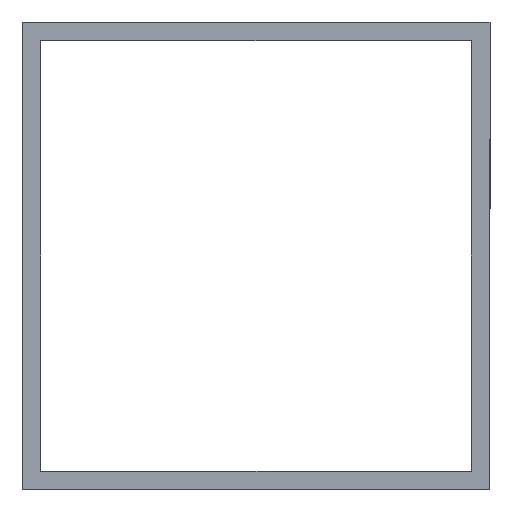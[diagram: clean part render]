
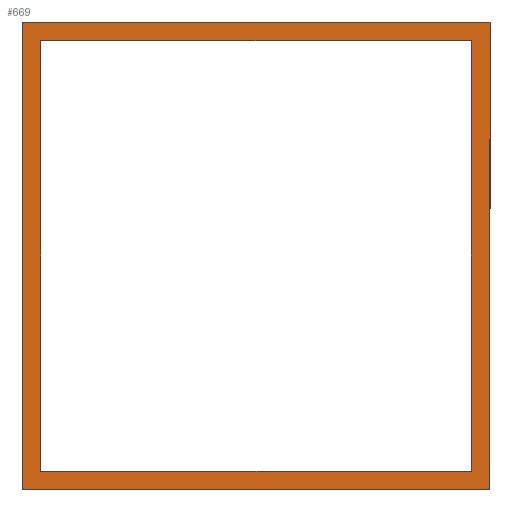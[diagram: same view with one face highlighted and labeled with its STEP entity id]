
A CAD part, front view. The second image highlights one B-rep face of the part: STEP entity #669.
In plain terms, the highlighted planar face has unit normal (0, -1, 0).
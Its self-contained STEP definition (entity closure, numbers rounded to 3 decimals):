
#9 = CARTESIAN_POINT ( 'NONE',  ( 11.5, 0., -11.5 ) ) ;
#79 = ORIENTED_EDGE ( 'NONE', *, *, #978, .T. ) ;
#81 = VECTOR ( 'NONE', #265, 1000. ) ;
#89 = DIRECTION ( 'NONE',  ( 1., 0., 0. ) ) ;
#105 = LINE ( 'NONE', #861, #731 ) ;
#112 = EDGE_LOOP ( 'NONE', ( #79, #290, #800, #813 ) ) ;
#125 = VERTEX_POINT ( 'NONE', #1250 ) ;
#136 = CARTESIAN_POINT ( 'NONE',  ( -12.5, 0., 12.5 ) ) ;
#157 = ORIENTED_EDGE ( 'NONE', *, *, #742, .F. ) ;
#166 = CARTESIAN_POINT ( 'NONE',  ( 12.5, 0., 12.5 ) ) ;
#168 = LINE ( 'NONE', #136, #913 ) ;
#175 = CARTESIAN_POINT ( 'NONE',  ( 11.5, 0., 11.5 ) ) ;
#184 = VECTOR ( 'NONE', #898, 1000. ) ;
#192 = EDGE_CURVE ( 'NONE', #1122, #593, #105, .T. ) ;
#232 = VERTEX_POINT ( 'NONE', #1063 ) ;
#264 = VECTOR ( 'NONE', #582, 1000. ) ;
#265 = DIRECTION ( 'NONE',  ( 0., 0., -1. ) ) ;
#278 = EDGE_CURVE ( 'NONE', #593, #485, #758, .T. ) ;
#290 = ORIENTED_EDGE ( 'NONE', *, *, #192, .T. ) ;
#306 = CARTESIAN_POINT ( 'NONE',  ( 12.5, 0., -12.5 ) ) ;
#310 = DIRECTION ( 'NONE',  ( 0., 0., 1. ) ) ;
#315 = LINE ( 'NONE', #809, #453 ) ;
#361 = LINE ( 'NONE', #655, #81 ) ;
#397 = VERTEX_POINT ( 'NONE', #994 ) ;
#409 = EDGE_CURVE ( 'NONE', #485, #125, #857, .T. ) ;
#453 = VECTOR ( 'NONE', #310, 1000. ) ;
#485 = VERTEX_POINT ( 'NONE', #918 ) ;
#503 = DIRECTION ( 'NONE',  ( -1., 0., 0. ) ) ;
#513 = DIRECTION ( 'NONE',  ( 1., 0., 0. ) ) ;
#582 = DIRECTION ( 'NONE',  ( 0., 0., -1. ) ) ;
#593 = VERTEX_POINT ( 'NONE', #175 ) ;
#597 = EDGE_CURVE ( 'NONE', #708, #903, #361, .T. ) ;
#602 = CARTESIAN_POINT ( 'NONE',  ( -11.5, 0., 11.5 ) ) ;
#619 = VECTOR ( 'NONE', #503, 1000. ) ;
#621 = FACE_BOUND ( 'NONE', #112, .T. ) ;
#655 = CARTESIAN_POINT ( 'NONE',  ( 12.5, 0., -12.5 ) ) ;
#669 = ADVANCED_FACE ( 'NONE', ( #1165, #621 ), #1035, .F. ) ;
#674 = VECTOR ( 'NONE', #954, 1000. ) ;
#708 = VERTEX_POINT ( 'NONE', #166 ) ;
#731 = VECTOR ( 'NONE', #89, 1000. ) ;
#742 = EDGE_CURVE ( 'NONE', #397, #232, #1197, .T. ) ;
#758 = LINE ( 'NONE', #9, #264 ) ;
#800 = ORIENTED_EDGE ( 'NONE', *, *, #278, .T. ) ;
#805 = CARTESIAN_POINT ( 'NONE',  ( -11.5, 0., -11.5 ) ) ;
#809 = CARTESIAN_POINT ( 'NONE',  ( -11.5, 0., -11.5 ) ) ;
#813 = ORIENTED_EDGE ( 'NONE', *, *, #409, .T. ) ;
#857 = LINE ( 'NONE', #805, #184 ) ;
#861 = CARTESIAN_POINT ( 'NONE',  ( -11.5, 0., 11.5 ) ) ;
#871 = CARTESIAN_POINT ( 'NONE',  ( -12.5, 0., -12.5 ) ) ;
#885 = LINE ( 'NONE', #1161, #619 ) ;
#897 = AXIS2_PLACEMENT_3D ( 'NONE', #936, #1120, #1033 ) ;
#898 = DIRECTION ( 'NONE',  ( -1., 0., 0. ) ) ;
#903 = VERTEX_POINT ( 'NONE', #306 ) ;
#913 = VECTOR ( 'NONE', #513, 1000. ) ;
#918 = CARTESIAN_POINT ( 'NONE',  ( 11.5, 0., -11.5 ) ) ;
#919 = EDGE_CURVE ( 'NONE', #903, #397, #885, .T. ) ;
#936 = CARTESIAN_POINT ( 'NONE',  ( 0., 0., 0. ) ) ;
#954 = DIRECTION ( 'NONE',  ( 0., 0., 1. ) ) ;
#958 = ORIENTED_EDGE ( 'NONE', *, *, #1051, .F. ) ;
#978 = EDGE_CURVE ( 'NONE', #125, #1122, #315, .T. ) ;
#994 = CARTESIAN_POINT ( 'NONE',  ( -12.5, 0., -12.5 ) ) ;
#1014 = ORIENTED_EDGE ( 'NONE', *, *, #919, .F. ) ;
#1033 = DIRECTION ( 'NONE',  ( 0., 0., 1. ) ) ;
#1035 = PLANE ( 'NONE',  #897 ) ;
#1051 = EDGE_CURVE ( 'NONE', #232, #708, #168, .T. ) ;
#1063 = CARTESIAN_POINT ( 'NONE',  ( -12.5, 0., 12.5 ) ) ;
#1109 = ORIENTED_EDGE ( 'NONE', *, *, #597, .F. ) ;
#1120 = DIRECTION ( 'NONE',  ( 0., 1., 0. ) ) ;
#1122 = VERTEX_POINT ( 'NONE', #602 ) ;
#1137 = EDGE_LOOP ( 'NONE', ( #1109, #958, #157, #1014 ) ) ;
#1161 = CARTESIAN_POINT ( 'NONE',  ( -12.5, 0., -12.5 ) ) ;
#1165 = FACE_OUTER_BOUND ( 'NONE', #1137, .T. ) ;
#1197 = LINE ( 'NONE', #871, #674 ) ;
#1250 = CARTESIAN_POINT ( 'NONE',  ( -11.5, 0., -11.5 ) ) ;
